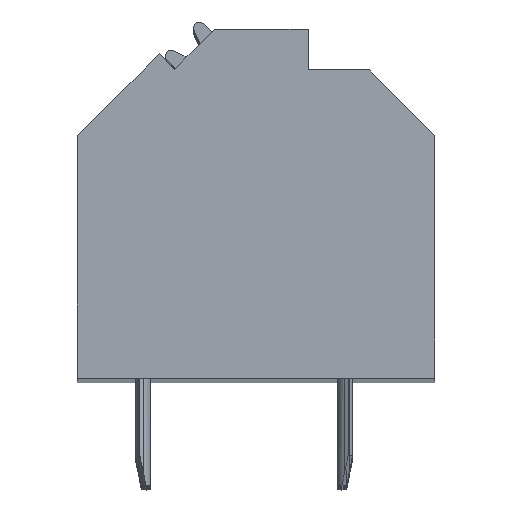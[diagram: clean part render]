
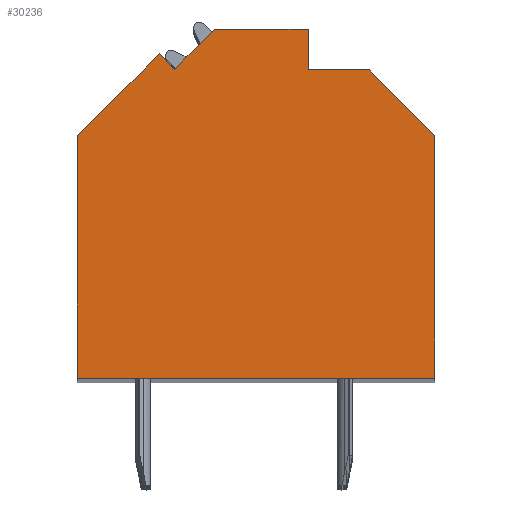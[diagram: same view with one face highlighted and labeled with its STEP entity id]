
A CAD part, top view. The second image highlights one B-rep face of the part: STEP entity #30236.
In plain terms, the highlighted planar face has unit normal (0, 0, 1).
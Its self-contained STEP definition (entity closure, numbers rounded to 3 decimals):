
#9425=DIRECTION('',(-0.707,-0.707,0.));
#9426=VECTOR('',#9425,1.897);
#9427=CARTESIAN_POINT('',(-1.39,5.718,91.035));
#9428=LINE('',#9427,#9426);
#9429=DIRECTION('',(-1.,0.,0.));
#9430=VECTOR('',#9429,3.14);
#9431=CARTESIAN_POINT('',(1.75,5.718,91.035));
#9432=LINE('',#9431,#9430);
#9433=DIRECTION('',(0.,1.,0.));
#9434=VECTOR('',#9433,1.368);
#9435=CARTESIAN_POINT('',(1.75,4.35,91.035));
#9436=LINE('',#9435,#9434);
#9437=DIRECTION('',(-1.,0.,0.));
#9438=VECTOR('',#9437,2.05);
#9439=CARTESIAN_POINT('',(3.8,4.35,91.035));
#9440=LINE('',#9439,#9438);
#9441=DIRECTION('',(-0.707,0.707,0.));
#9442=VECTOR('',#9441,3.111);
#9443=CARTESIAN_POINT('',(6.,2.15,91.035));
#9444=LINE('',#9443,#9442);
#9445=DIRECTION('',(0.,1.,0.));
#9446=VECTOR('',#9445,8.15);
#9447=CARTESIAN_POINT('',(6.,-6.,91.035));
#9448=LINE('',#9447,#9446);
#9449=DIRECTION('',(1.,0.,0.));
#9450=VECTOR('',#9449,12.);
#9451=CARTESIAN_POINT('',(-6.,-6.,91.035));
#9452=LINE('',#9451,#9450);
#9453=DIRECTION('',(0.,-1.,0.));
#9454=VECTOR('',#9453,8.14);
#9455=CARTESIAN_POINT('',(-6.,2.14,91.035));
#9456=LINE('',#9455,#9454);
#9457=DIRECTION('',(-0.707,-0.707,0.));
#9458=VECTOR('',#9457,3.892);
#9459=CARTESIAN_POINT('',(-3.248,4.892,91.035));
#9460=LINE('',#9459,#9458);
#9461=DIRECTION('',(-0.707,0.707,0.));
#9462=VECTOR('',#9461,0.73);
#9463=CARTESIAN_POINT('',(-2.732,4.376,91.035));
#9464=LINE('',#9463,#9462);
#14045=CARTESIAN_POINT('',(-1.39,5.718,91.035));
#14046=CARTESIAN_POINT('',(-2.732,4.376,91.035));
#14047=VERTEX_POINT('',#14045);
#14048=VERTEX_POINT('',#14046);
#14049=CARTESIAN_POINT('',(-3.248,4.892,91.035));
#14050=VERTEX_POINT('',#14049);
#14051=CARTESIAN_POINT('',(-6.,2.14,91.035));
#14052=VERTEX_POINT('',#14051);
#14053=CARTESIAN_POINT('',(-6.,-6.,91.035));
#14054=VERTEX_POINT('',#14053);
#14055=CARTESIAN_POINT('',(6.,-6.,91.035));
#14056=VERTEX_POINT('',#14055);
#14057=CARTESIAN_POINT('',(6.,2.15,91.035));
#14058=VERTEX_POINT('',#14057);
#14059=CARTESIAN_POINT('',(3.8,4.35,91.035));
#14060=VERTEX_POINT('',#14059);
#14061=CARTESIAN_POINT('',(1.75,4.35,91.035));
#14062=VERTEX_POINT('',#14061);
#14063=CARTESIAN_POINT('',(1.75,5.718,91.035));
#14064=VERTEX_POINT('',#14063);
#30219=CARTESIAN_POINT('',(0.,0.,91.035));
#30220=DIRECTION('',(0.,0.,1.));
#30221=DIRECTION('',(1.,0.,0.));
#30222=AXIS2_PLACEMENT_3D('',#30219,#30220,#30221);
#30223=PLANE('',#30222);
#30224=ORIENTED_EDGE('',*,*,#18854,.F.);
#30225=ORIENTED_EDGE('',*,*,#23644,.F.);
#30226=ORIENTED_EDGE('',*,*,#23658,.F.);
#30227=ORIENTED_EDGE('',*,*,#23672,.F.);
#30228=ORIENTED_EDGE('',*,*,#23686,.F.);
#30229=ORIENTED_EDGE('',*,*,#23700,.F.);
#30230=ORIENTED_EDGE('',*,*,#23714,.F.);
#30231=ORIENTED_EDGE('',*,*,#24595,.F.);
#30232=ORIENTED_EDGE('',*,*,#25273,.F.);
#30233=ORIENTED_EDGE('',*,*,#18300,.F.);
#30234=EDGE_LOOP('',(#30224,#30225,#30226,#30227,#30228,#30229,#30230,#30231,
#30232,#30233));
#30235=FACE_OUTER_BOUND('',#30234,.F.);
#18300=EDGE_CURVE('',#14048,#14050,#9464,.T.);
#18854=EDGE_CURVE('',#14047,#14048,#9428,.T.);
#23644=EDGE_CURVE('',#14064,#14047,#9432,.T.);
#23658=EDGE_CURVE('',#14062,#14064,#9436,.T.);
#23672=EDGE_CURVE('',#14060,#14062,#9440,.T.);
#23686=EDGE_CURVE('',#14058,#14060,#9444,.T.);
#23700=EDGE_CURVE('',#14056,#14058,#9448,.T.);
#23714=EDGE_CURVE('',#14054,#14056,#9452,.T.);
#24595=EDGE_CURVE('',#14052,#14054,#9456,.T.);
#25273=EDGE_CURVE('',#14050,#14052,#9460,.T.);
#30236=ADVANCED_FACE('',(#30235),#30223,.T.);
